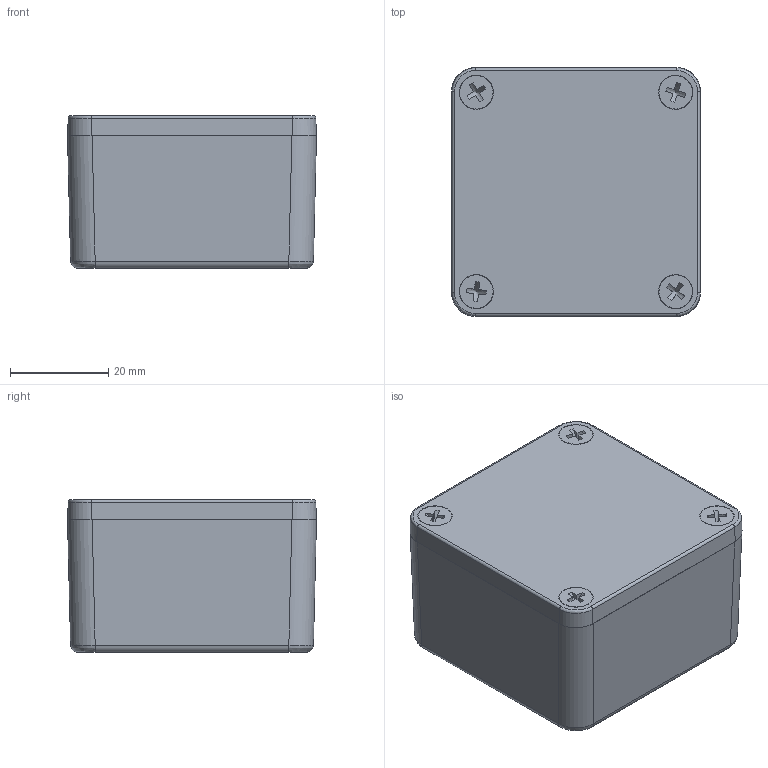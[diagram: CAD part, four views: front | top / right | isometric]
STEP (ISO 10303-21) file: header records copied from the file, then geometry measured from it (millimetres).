
FILE_DESCRIPTION((''),'2;1');
FILE_NAME('1590LB.stp','2011-12-16T15:30:44',(''),(''),'Autodesk Inventor 2012','Autodesk Inventor 2012','');
FILE_SCHEMA(('AUTOMOTIVE_DESIGN { 1 0 10303 214 1 1 1 1 }'));
Products named in the file (4): 1590LB; 1590LB Box; 1590LB Lid; 6-32 x 1/2" MACH. SCREW
Assembly tree (6 placements, depth 2):
  1590LB
    1590LB Box
    1590LB Lid
    6-32 x 1/2" MACH. SCREW  x4
Bounding box: 50.6 x 50.6 x 31 mm (x, y, z)
Volume: 24488.7 mm3; surface area: 22246.4 mm2
Topology: 6 solids, 6 shells, 440 faces, 1115 edges, 718 vertices
Faces by surface type: plane 219, bspline 93, cylinder 64, cone 44, torus 12, sphere 8
Full cylindrical faces by diameter (mm): 0.001 x4, 2.642 x4, 3.378 x4, 3.9 x8
Entity records: 12281 total; most frequent: CARTESIAN_POINT 3555, ORIENTED_EDGE 1866, DIRECTION 1567, EDGE_CURVE 933, VERTEX_POINT 612, VECTOR 553, LINE 553, AXIS2_PLACEMENT_3D 507
